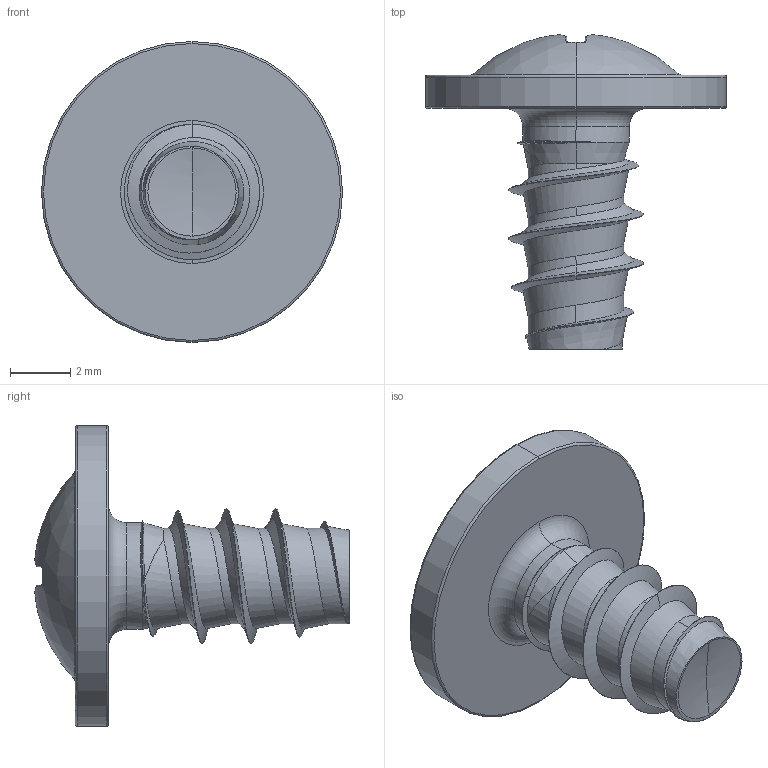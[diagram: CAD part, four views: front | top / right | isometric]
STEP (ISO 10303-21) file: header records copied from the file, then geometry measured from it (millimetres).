
FILE_DESCRIPTION (( 'STEP AP203' ), '1' );
FILE_NAME ('STP310450080.STEP', '2017-08-15T13:23:24', ( '' ), ( '' ), 'SwSTEP 2.0', 'SolidWorks 2015', '' );
FILE_SCHEMA (( 'CONFIG_CONTROL_DESIGN' ));
Length unit declared in the file: millimetre
Products named in the file (1): STP310450080
Bounding box: 10 x 10.44 x 10 mm (x, y, z)
Volume: 182.2 mm3; surface area: 324.3 mm2
Topology: 1 solids, 1 shells, 175 faces, 392 edges, 220 vertices
Faces by surface type: bspline 51, cylinder 34, torus 30, sphere 28, plane 23, cone 9
Entity records: 14173 total; most frequent: CARTESIAN_POINT 10561, ORIENTED_EDGE 780, DIRECTION 707, EDGE_CURVE 390, AXIS2_PLACEMENT_3D 320, VERTEX_POINT 220, CIRCLE 195, EDGE_LOOP 178
